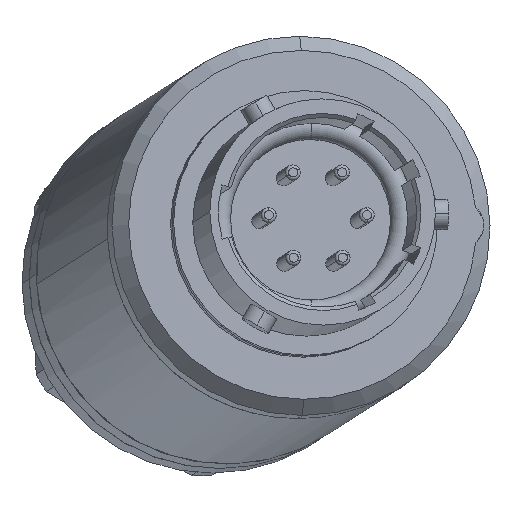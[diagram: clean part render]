
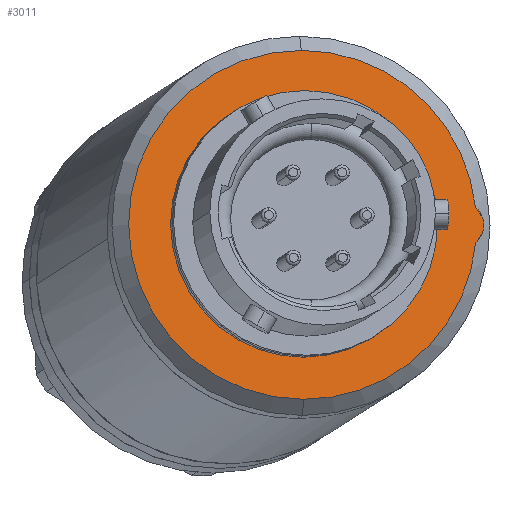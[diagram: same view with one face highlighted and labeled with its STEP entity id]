
A CAD part, front view. The second image highlights one B-rep face of the part: STEP entity #3011.
In plain terms, the highlighted planar face has unit normal (0.104, -0.992, 0.067).
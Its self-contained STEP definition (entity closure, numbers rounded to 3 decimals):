
#49=CARTESIAN_POINT('',(12.485,-3.208,-12.161));
#50=DIRECTION('',(0.104,-0.992,0.066));
#51=DIRECTION('',(-0.007,0.066,0.998));
#52=AXIS2_PLACEMENT_3D('',#49,#50,#51);
#67=CARTESIAN_POINT('',(12.485,-3.208,-12.161));
#68=DIRECTION('',(-0.104,0.992,-0.066));
#69=DIRECTION('',(0.007,-0.066,-0.998));
#70=AXIS2_PLACEMENT_3D('',#67,#68,#69);
#72=CARTESIAN_POINT('',(12.485,-3.208,-12.161));
#73=DIRECTION('',(-0.104,0.992,-0.066));
#74=DIRECTION('',(-0.007,0.066,0.998));
#75=AXIS2_PLACEMENT_3D('',#72,#73,#74);
#77=CARTESIAN_POINT('',(12.485,-3.208,-12.161));
#78=DIRECTION('',(0.104,-0.992,0.066));
#79=DIRECTION('',(0.989,0.11,0.1));
#80=AXIS2_PLACEMENT_3D('',#77,#78,#79);
#87=CARTESIAN_POINT('',(12.485,-3.208,-12.161));
#88=DIRECTION('',(0.104,-0.992,0.066));
#89=DIRECTION('',(0.007,-0.066,-0.998));
#90=AXIS2_PLACEMENT_3D('',#87,#88,#89);
#92=CARTESIAN_POINT('',(22.927,-2.114,-12.161));
#93=DIRECTION('',(0.104,-0.992,0.066));
#94=DIRECTION('',(0.638,0.015,-0.77));
#95=AXIS2_PLACEMENT_3D('',#92,#93,#94);
#2664=CARTESIAN_POINT('',(12.545,-3.786,
-20.879));
#2665=CARTESIAN_POINT('',(12.424,-2.63,
-3.443));
#2666=VERTEX_POINT('',#2664);
#2667=VERTEX_POINT('',#2665);
#2676=CARTESIAN_POINT('',(12.405,-2.447,
-0.674));
#2677=CARTESIAN_POINT('',(12.564,-3.969,
-23.648));
#2678=VERTEX_POINT('',#2676);
#2679=VERTEX_POINT('',#2677);
#2692=CARTESIAN_POINT('',(23.884,-2.092,
-13.316));
#2693=VERTEX_POINT('',#2692);
#2694=CARTESIAN_POINT('',(23.868,-1.938,
-11.006));
#2695=VERTEX_POINT('',#2694);
#2991=CARTESIAN_POINT('',(12.485,-3.208,
-12.161));
#2992=DIRECTION('',(0.104,-0.992,0.066));
#2993=DIRECTION('',(0.007,-0.066,-0.998));
#2994=AXIS2_PLACEMENT_3D('',#2991,#2992,#2993);
#2995=PLANE('',#2994);
#2997=ORIENTED_EDGE('',*,*,#2996,.F.);
#2999=ORIENTED_EDGE('',*,*,#2998,.F.);
#3001=ORIENTED_EDGE('',*,*,#3000,.F.);
#3002=ORIENTED_EDGE('',*,*,#2981,.F.);
#3003=EDGE_LOOP('',(#2997,#2999,#3001,#3002));
#3004=FACE_OUTER_BOUND('',#3003,.F.);
#3006=ORIENTED_EDGE('',*,*,#3005,.F.);
#3008=ORIENTED_EDGE('',*,*,#3007,.F.);
#3009=EDGE_LOOP('',(#3006,#3008));
#3010=FACE_BOUND('',#3009,.F.);
#3011=ADVANCED_FACE('',(#3004,#3010),#2995,.T.);
#53=CIRCLE('',#52,11.513);
#71=CIRCLE('',#70,8.738);
#76=CIRCLE('',#75,8.738);
#81=CIRCLE('',#80,11.513);
#91=CIRCLE('',#90,11.513);
#96=CIRCLE('',#95,1.5);
#2981=EDGE_CURVE('',#2678,#2679,#53,.T.);
#2996=EDGE_CURVE('',#2695,#2678,#81,.T.);
#2998=EDGE_CURVE('',#2693,#2695,#96,.T.);
#3000=EDGE_CURVE('',#2679,#2693,#91,.T.);
#3005=EDGE_CURVE('',#2666,#2667,#71,.T.);
#3007=EDGE_CURVE('',#2667,#2666,#76,.T.);
